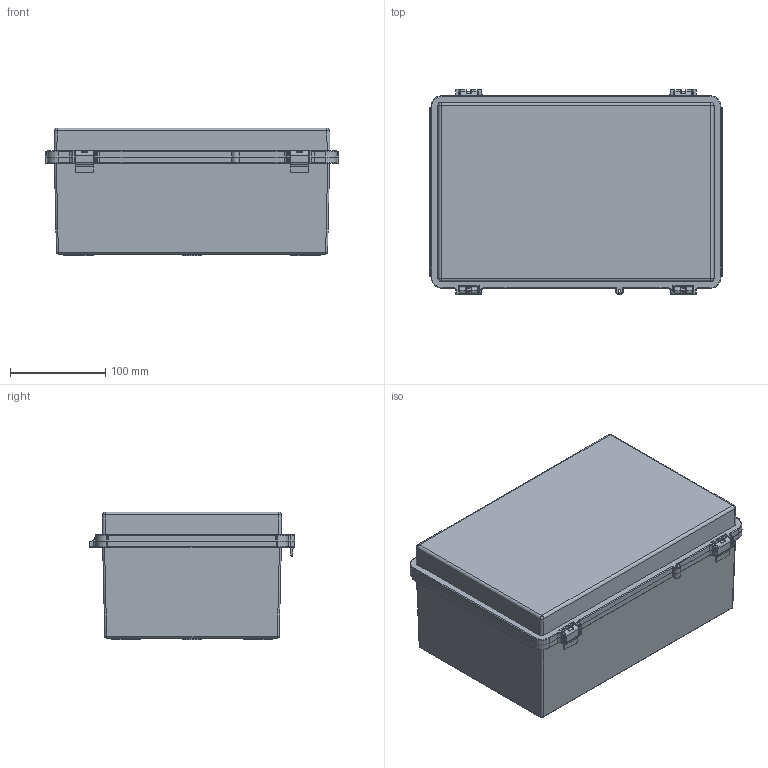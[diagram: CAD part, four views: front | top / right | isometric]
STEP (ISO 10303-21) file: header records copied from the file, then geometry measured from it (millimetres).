
FILE_DESCRIPTION (( 'STEP AP214' ), '1' );
FILE_NAME ('B005UPANU2.3D.STP', '2013-10-03T13:51:35', ( '' ), ( '' ), 'SwSTEP 2.0', 'SolidWorks 2012', '' );
FILE_SCHEMA (( 'AUTOMOTIVE_DESIGN' ));
Length unit declared in the file: inch
Products named in the file (1): B005UPANU2.3D
Bounding box: 308.56 x 216.07 x 134.52 mm (x, y, z)
Volume: 735891.4 mm3; surface area: 501313.1 mm2
Topology: 1 solids, 3 shells, 807 faces, 1991 edges, 1213 vertices
Faces by surface type: cylinder 304, plane 247, torus 128, cone 71, sphere 46, bspline 11
Entity records: 24363 total; most frequent: CARTESIAN_POINT 5209, DIRECTION 4220, ORIENTED_EDGE 3950, EDGE_CURVE 1975, AXIS2_PLACEMENT_3D 1659, VERTEX_POINT 1208, LINE 902, VECTOR 902
